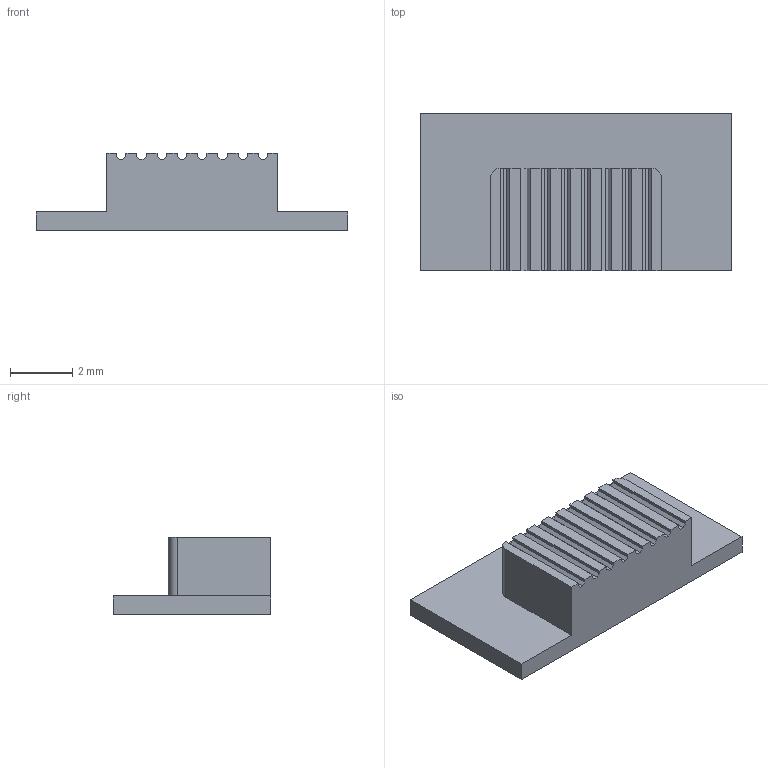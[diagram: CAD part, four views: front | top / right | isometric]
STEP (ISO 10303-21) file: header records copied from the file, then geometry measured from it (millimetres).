
FILE_DESCRIPTION (( 'STEP AP203' ), '1' );
FILE_NAME ('9981_Red_Power_Switch.STEP', '2025-10-12T19:24:55', ( '' ), ( '' ), 'SwSTEP 2.0', 'SolidWorks 2021', '' );
FILE_SCHEMA (( 'CONFIG_CONTROL_DESIGN' ));
Length unit declared in the file: millimetre
Products named in the file (1): 9981_Red_Power_Switch
Bounding box: 10 x 5.05 x 2.49 mm (x, y, z)
Volume: 61.1 mm3; surface area: 164.3 mm2
Topology: 1 solids, 1 shells, 71 faces, 203 edges, 135 vertices
Faces by surface type: plane 65, cylinder 6
Entity records: 2350 total; most frequent: CARTESIAN_POINT 434, ORIENTED_EDGE 406, DIRECTION 343, EDGE_CURVE 203, LINE 191, VECTOR 191, VERTEX_POINT 135, AXIS2_PLACEMENT_3D 76
